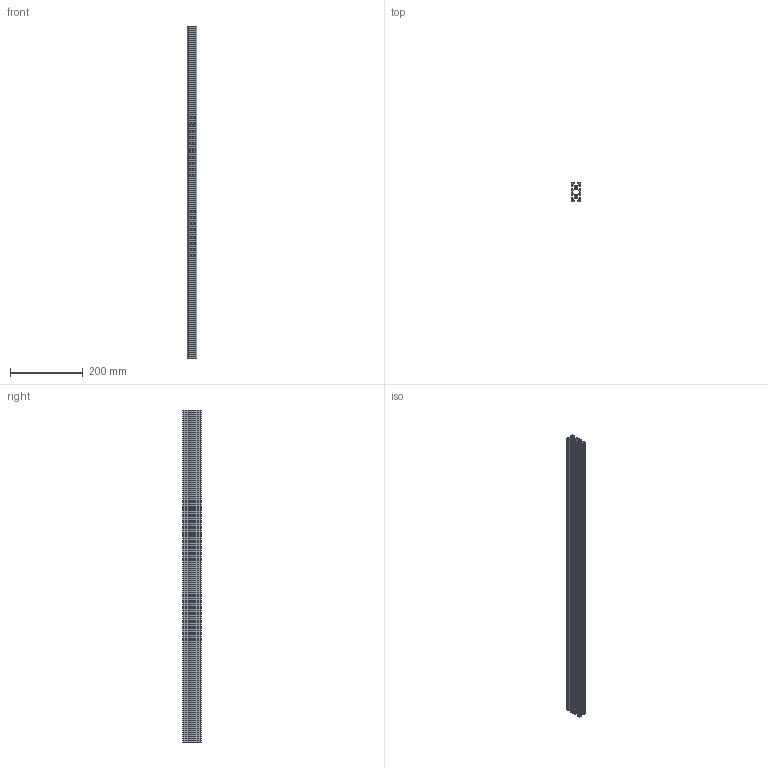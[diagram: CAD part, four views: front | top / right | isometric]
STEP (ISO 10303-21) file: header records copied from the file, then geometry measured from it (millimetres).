
FILE_DESCRIPTION (( 'STEP AP203' ), '1' );
FILE_NAME ('47065T803_T-Slotted Framing.STEP', '2021-07-08T12:10:00', ( 'Administrator' ), ( 'Managed by Terraform' ), 'SwSTEP 2.0', 'SolidWorks 2017', '' );
FILE_SCHEMA (( 'CONFIG_CONTROL_DESIGN' ));
Length unit declared in the file: inch
Products named in the file (1): 47065T803_T-Slotted Framing
Bounding box: 25.4 x 50.8 x 914.4 mm (x, y, z)
Volume: 461647.9 mm3; surface area: 368239.7 mm2
Topology: 1 solids, 1 shells, 162 faces, 480 edges, 320 vertices
Faces by surface type: cylinder 88, plane 74
Entity records: 5571 total; most frequent: DIRECTION 982, CARTESIAN_POINT 963, ORIENTED_EDGE 960, EDGE_CURVE 480, AXIS2_PLACEMENT_3D 339, VERTEX_POINT 320, VECTOR 304, LINE 304
